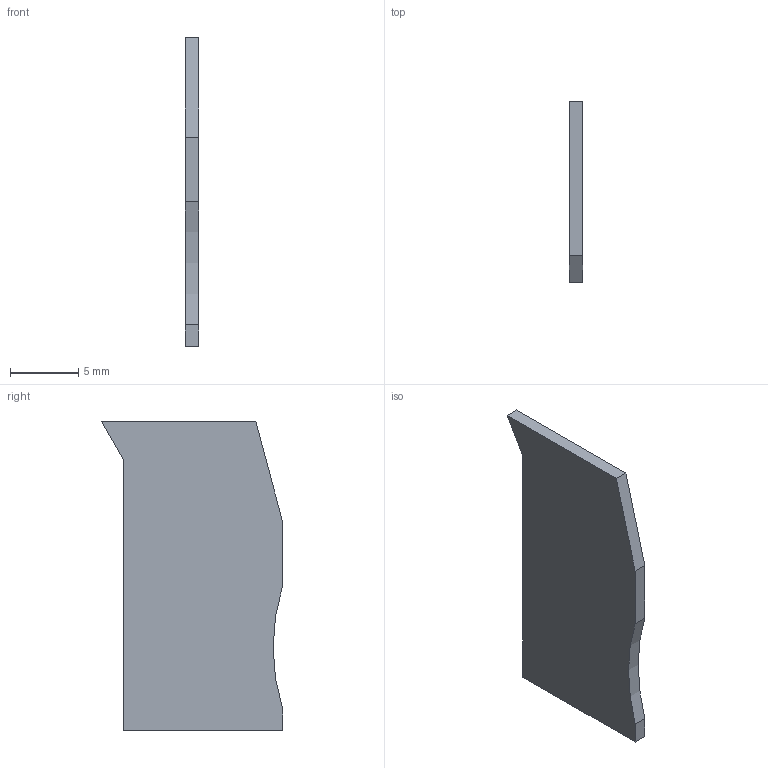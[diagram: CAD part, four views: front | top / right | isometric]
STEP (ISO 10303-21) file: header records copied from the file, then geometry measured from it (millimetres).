
FILE_DESCRIPTION(('Creo Elements/Direct Modeling STEP Export'),'2;1');
FILE_NAME('model.stp','2020-01-20T12:27:33',(''),(''),'Creo Elements/Direct Modeling STEP processor for AP214 (Solid Model)','Creo Elements/Direct Modeling 20.1A 29-Sep-2018 (C) Parametric Technology GmbH','');
FILE_SCHEMA(('AUTOMOTIVE_DESIGN { 1 0 10303 214 1 1 1 1 }'));
Length unit declared in the file: millimetre
Products named in the file (2): DS-ST-2.5-SMALL-SELECT
Assembly tree (1 placements, depth 2):
  DS-ST-2.5-SMALL-SELECT
    DS-ST-2.5-SMALL-SELECT
Bounding box: 1 x 13.26 x 22.65 mm (x, y, z)
Volume: 254.8 mm3; surface area: 578.7 mm2
Topology: 1 solids, 1 shells, 10 faces, 24 edges, 16 vertices
Faces by surface type: plane 9, cylinder 1
Entity records: 415 total; most frequent: CARTESIAN_POINT 52, DIRECTION 50, ORIENTED_EDGE 48, EDGE_CURVE 24, VECTOR 22, LINE 22, VERTEX_POINT 16, AXIS2_PLACEMENT_3D 14
